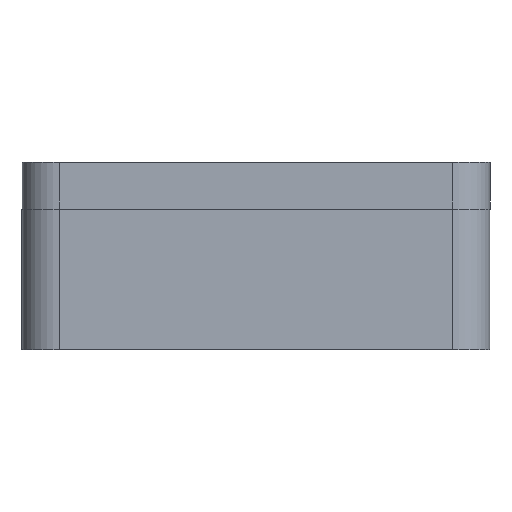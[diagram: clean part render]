
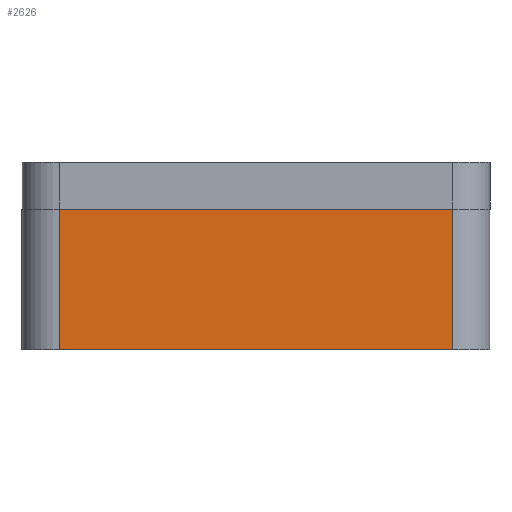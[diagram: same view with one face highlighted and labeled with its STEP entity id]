
A CAD part, left-side view. The second image highlights one B-rep face of the part: STEP entity #2626.
In plain terms, the highlighted planar face has unit normal (-1, 0, 0).
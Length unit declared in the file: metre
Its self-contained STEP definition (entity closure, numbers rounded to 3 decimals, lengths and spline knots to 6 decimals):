
#653=ORIENTED_EDGE('',*,*,#1089,.T.);
#654=ORIENTED_EDGE('',*,*,#1115,.T.);
#655=ORIENTED_EDGE('',*,*,#1109,.F.);
#656=ORIENTED_EDGE('',*,*,#1116,.T.);
#1089=EDGE_CURVE('',#1367,#1366,#1629,.T.);
#1109=EDGE_CURVE('',#1384,#1385,#1638,.T.);
#1115=EDGE_CURVE('',#1366,#1385,#1642,.F.);
#1116=EDGE_CURVE('',#1384,#1367,#1643,.T.);
#1366=VERTEX_POINT('',#4232);
#1367=VERTEX_POINT('',#4234);
#1384=VERTEX_POINT('',#4271);
#1385=VERTEX_POINT('',#4273);
#1629=LINE('',#4233,#1902);
#1638=LINE('',#4272,#1911);
#1642=LINE('',#4283,#1915);
#1643=LINE('',#4284,#1916);
#1902=VECTOR('',#3458,1.);
#1911=VECTOR('',#3491,1.);
#1915=VECTOR('',#3503,1.);
#1916=VECTOR('',#3504,1.);
#2123=EDGE_LOOP('',(#653,#654,#655,#656));
#2346=FACE_BOUND('',#2123,.T.);
#2491=PLANE('',#2882);
#2626=ADVANCED_FACE('',(#2346),#2491,.F.);
#2882=AXIS2_PLACEMENT_3D('',#4282,#3501,#3502);
#3458=DIRECTION('',(0.,-1.,0.));
#3491=DIRECTION('',(0.,-1.,0.));
#3501=DIRECTION('',(1.,0.,0.));
#3502=DIRECTION('',(0.,0.,-1.));
#3503=DIRECTION('',(0.,0.,-1.));
#3504=DIRECTION('',(0.,0.,-1.));
#4232=CARTESIAN_POINT('',(0.,-0.045942,0.));
#4233=CARTESIAN_POINT('',(0.,-0.024971,0.));
#4234=CARTESIAN_POINT('',(0.,-0.004,0.));
#4271=CARTESIAN_POINT('',(0.,-0.004,0.015));
#4272=CARTESIAN_POINT('',(0.,-0.024971,0.015));
#4273=CARTESIAN_POINT('',(0.,-0.045942,0.015));
#4282=CARTESIAN_POINT('',(0.,-0.024971,0.015));
#4283=CARTESIAN_POINT('',(0.,-0.045942,0.015));
#4284=CARTESIAN_POINT('',(0.,-0.004,0.));
